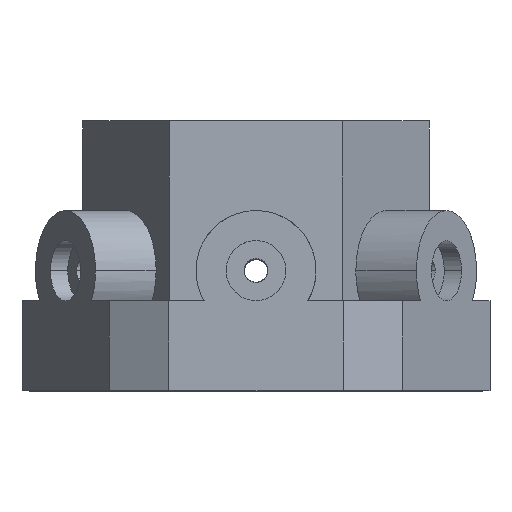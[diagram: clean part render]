
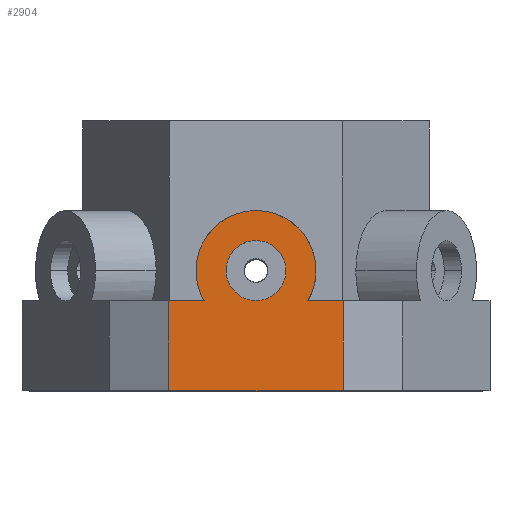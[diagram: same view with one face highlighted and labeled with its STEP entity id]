
A CAD part, top view. The second image highlights one B-rep face of the part: STEP entity #2904.
In plain terms, the highlighted free-form (B-spline) face has degree [1, 1] with [2, 2] control points.
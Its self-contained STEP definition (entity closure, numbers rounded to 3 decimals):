
#216 = VERTEX_POINT('',#217);
#217 = CARTESIAN_POINT('',(17.393,69.572,
    127.548));
#222 = EDGE_CURVE('',#223,#216,#225,.T.);
#223 = VERTEX_POINT('',#224);
#224 = CARTESIAN_POINT('',(-17.393,69.572,
    127.548));
#225 = ( BOUNDED_CURVE() B_SPLINE_CURVE(2,(#226,#227,#228,#229,#230),
.UNSPECIFIED.,.F.,.F.) B_SPLINE_CURVE_WITH_KNOTS((3,2,3),(3.142,
4.712,6.283),.PIECEWISE_BEZIER_KNOTS.) CURVE() 
GEOMETRIC_REPRESENTATION_ITEM() RATIONAL_B_SPLINE_CURVE((1.,
0.707,1.,0.707,1.)) REPRESENTATION_ITEM('') );
#226 = CARTESIAN_POINT('',(-17.393,69.572,
    127.548));
#227 = CARTESIAN_POINT('',(-17.393,52.179,
    127.548));
#228 = CARTESIAN_POINT('',(0.,52.179,
    127.548));
#229 = CARTESIAN_POINT('',(17.393,52.179,
    127.548));
#230 = CARTESIAN_POINT('',(17.393,69.572,
    127.548));
#581 = EDGE_CURVE('',#582,#584,#586,.T.);
#582 = VERTEX_POINT('',#583);
#583 = CARTESIAN_POINT('',(34.786,69.572,
    127.548));
#584 = VERTEX_POINT('',#585);
#585 = CARTESIAN_POINT('',(-34.786,69.572,
    127.548));
#586 = ( BOUNDED_CURVE() B_SPLINE_CURVE(2,(#587,#588,#589,#590,#591),
.UNSPECIFIED.,.F.,.F.) B_SPLINE_CURVE_WITH_KNOTS((3,2,3),(0.,
1.571,3.142),.PIECEWISE_BEZIER_KNOTS.) CURVE() 
GEOMETRIC_REPRESENTATION_ITEM() RATIONAL_B_SPLINE_CURVE((1.,
0.707,1.,0.707,1.)) REPRESENTATION_ITEM('') );
#587 = CARTESIAN_POINT('',(34.786,69.572,
    127.548));
#588 = CARTESIAN_POINT('',(34.786,104.357,
    127.548));
#589 = CARTESIAN_POINT('',(0.,104.357,
    127.548));
#590 = CARTESIAN_POINT('',(-34.786,104.357,
    127.548));
#591 = CARTESIAN_POINT('',(-34.786,69.572,
    127.548));
#629 = EDGE_CURVE('',#584,#630,#632,.T.);
#630 = VERTEX_POINT('',#631);
#631 = CARTESIAN_POINT('',(-30.125,52.179,
    127.548));
#632 = ( BOUNDED_CURVE() B_SPLINE_CURVE(2,(#633,#634,#635),
.UNSPECIFIED.,.F.,.F.) B_SPLINE_CURVE_WITH_KNOTS((3,3),(3.142,
3.665),.PIECEWISE_BEZIER_KNOTS.) CURVE() 
GEOMETRIC_REPRESENTATION_ITEM() RATIONAL_B_SPLINE_CURVE((1.,
0.966,1.)) REPRESENTATION_ITEM('') );
#633 = CARTESIAN_POINT('',(-34.786,69.572,
    127.548));
#634 = CARTESIAN_POINT('',(-34.786,60.251,
    127.548));
#635 = CARTESIAN_POINT('',(-30.125,52.179,
    127.548));
#2481 = EDGE_CURVE('',#2482,#2484,#2486,.T.);
#2482 = VERTEX_POINT('',#2483);
#2483 = CARTESIAN_POINT('',(30.125,52.179,
    127.548));
#2484 = VERTEX_POINT('',#2485);
#2485 = CARTESIAN_POINT('',(50.449,52.179,
    127.548));
#2486 = B_SPLINE_CURVE_WITH_KNOTS('',1,(#2487,#2488),.UNSPECIFIED.,.F.,
  .F.,(2,2),(89.489,107.017),.PIECEWISE_BEZIER_KNOTS.);
#2487 = CARTESIAN_POINT('',(30.125,52.179,
    127.548));
#2488 = CARTESIAN_POINT('',(50.449,52.179,
    127.548));
#2904 = ADVANCED_FACE('',(#2905,#2916),#2953,.F.);
#2905 = FACE_BOUND('',#2906,.T.);
#2906 = EDGE_LOOP('',(#2907,#2915));
#2907 = ORIENTED_EDGE('',*,*,#2908,.F.);
#2908 = EDGE_CURVE('',#216,#223,#2909,.T.);
#2909 = ( BOUNDED_CURVE() B_SPLINE_CURVE(2,(#2910,#2911,#2912,#2913,
#2914),.UNSPECIFIED.,.F.,.F.) B_SPLINE_CURVE_WITH_KNOTS((3,2,3),(0.,
1.571,3.142),.PIECEWISE_BEZIER_KNOTS.) CURVE() 
GEOMETRIC_REPRESENTATION_ITEM() RATIONAL_B_SPLINE_CURVE((1.,
0.707,1.,0.707,1.)) REPRESENTATION_ITEM('') );
#2910 = CARTESIAN_POINT('',(17.393,69.572,
    127.548));
#2911 = CARTESIAN_POINT('',(17.393,86.964,
    127.548));
#2912 = CARTESIAN_POINT('',(0.,86.964,
    127.548));
#2913 = CARTESIAN_POINT('',(-17.393,86.964,
    127.548));
#2914 = CARTESIAN_POINT('',(-17.393,69.572,
    127.548));
#2915 = ORIENTED_EDGE('',*,*,#222,.F.);
#2916 = FACE_BOUND('',#2917,.T.);
#2917 = EDGE_LOOP('',(#2918,#2927,#2932,#2933,#2939,#2940,#2941,#2948));
#2918 = ORIENTED_EDGE('',*,*,#2919,.T.);
#2919 = EDGE_CURVE('',#2920,#2922,#2924,.T.);
#2920 = VERTEX_POINT('',#2921);
#2921 = CARTESIAN_POINT('',(-50.449,0.,127.548));
#2922 = VERTEX_POINT('',#2923);
#2923 = CARTESIAN_POINT('',(50.449,0.,127.548));
#2924 = B_SPLINE_CURVE_WITH_KNOTS('',1,(#2925,#2926),.UNSPECIFIED.,.F.,
  .F.,(2,2),(20.,107.017),.PIECEWISE_BEZIER_KNOTS.);
#2925 = CARTESIAN_POINT('',(-50.449,0.,127.548));
#2926 = CARTESIAN_POINT('',(50.449,0.,127.548));
#2927 = ORIENTED_EDGE('',*,*,#2928,.T.);
#2928 = EDGE_CURVE('',#2922,#2484,#2929,.T.);
#2929 = B_SPLINE_CURVE_WITH_KNOTS('',1,(#2930,#2931),.UNSPECIFIED.,.F.,
  .F.,(2,2),(-45.,0.),.PIECEWISE_BEZIER_KNOTS.);
#2930 = CARTESIAN_POINT('',(50.449,0.,127.548));
#2931 = CARTESIAN_POINT('',(50.449,52.179,
    127.548));
#2932 = ORIENTED_EDGE('',*,*,#2481,.F.);
#2933 = ORIENTED_EDGE('',*,*,#2934,.T.);
#2934 = EDGE_CURVE('',#2482,#582,#2935,.T.);
#2935 = ( BOUNDED_CURVE() B_SPLINE_CURVE(2,(#2936,#2937,#2938),
.UNSPECIFIED.,.F.,.F.) B_SPLINE_CURVE_WITH_KNOTS((3,3),(5.76,
6.283),.PIECEWISE_BEZIER_KNOTS.) CURVE() 
GEOMETRIC_REPRESENTATION_ITEM() RATIONAL_B_SPLINE_CURVE((1.,
0.966,1.)) REPRESENTATION_ITEM('') );
#2936 = CARTESIAN_POINT('',(30.125,52.179,
    127.548));
#2937 = CARTESIAN_POINT('',(34.786,60.251,
    127.548));
#2938 = CARTESIAN_POINT('',(34.786,69.572,
    127.548));
#2939 = ORIENTED_EDGE('',*,*,#581,.T.);
#2940 = ORIENTED_EDGE('',*,*,#629,.T.);
#2941 = ORIENTED_EDGE('',*,*,#2942,.F.);
#2942 = EDGE_CURVE('',#2943,#630,#2945,.T.);
#2943 = VERTEX_POINT('',#2944);
#2944 = CARTESIAN_POINT('',(-50.449,52.179,
    127.548));
#2945 = B_SPLINE_CURVE_WITH_KNOTS('',1,(#2946,#2947),.UNSPECIFIED.,.F.,
  .F.,(2,2),(20.,37.528),.PIECEWISE_BEZIER_KNOTS.);
#2946 = CARTESIAN_POINT('',(-50.449,52.179,
    127.548));
#2947 = CARTESIAN_POINT('',(-30.125,52.179,
    127.548));
#2948 = ORIENTED_EDGE('',*,*,#2949,.T.);
#2949 = EDGE_CURVE('',#2943,#2920,#2950,.T.);
#2950 = B_SPLINE_CURVE_WITH_KNOTS('',1,(#2951,#2952),.UNSPECIFIED.,.F.,
  .F.,(2,2),(0.,45.),.PIECEWISE_BEZIER_KNOTS.);
#2951 = CARTESIAN_POINT('',(-50.449,52.179,
    127.548));
#2952 = CARTESIAN_POINT('',(-50.449,0.,127.548));
#2953 = B_SPLINE_SURFACE_WITH_KNOTS('',1,1,(
    (#2954,#2955)
    ,(#2956,#2957
    )),.UNSPECIFIED.,.F.,.F.,.F.,(2,2),(2,2),(-107.017,-20.),(
    -45.,45.),.PIECEWISE_BEZIER_KNOTS.);
#2954 = CARTESIAN_POINT('',(50.449,0.,127.548));
#2955 = CARTESIAN_POINT('',(50.449,104.357,
    127.548));
#2956 = CARTESIAN_POINT('',(-50.449,0.,127.548));
#2957 = CARTESIAN_POINT('',(-50.449,104.357,
    127.548));
